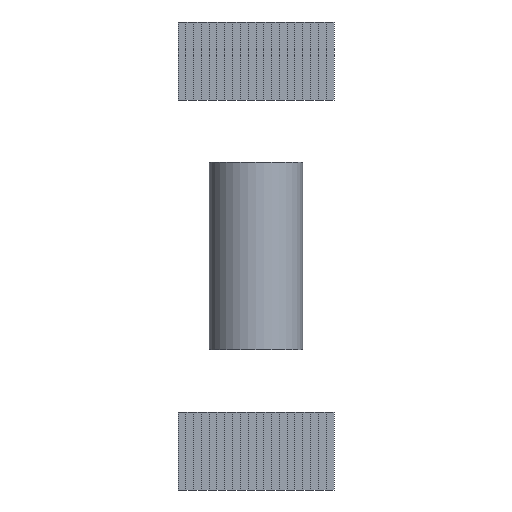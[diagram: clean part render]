
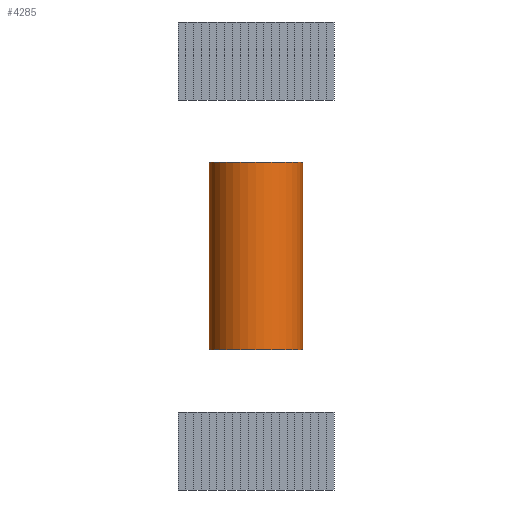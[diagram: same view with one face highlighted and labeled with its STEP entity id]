
A CAD part, front view. The second image highlights one B-rep face of the part: STEP entity #4285.
In plain terms, the highlighted cylindrical face has radius 150 mm (diameter 300 mm), a full revolution.
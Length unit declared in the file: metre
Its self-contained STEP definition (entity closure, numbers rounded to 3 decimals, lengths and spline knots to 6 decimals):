
#3465=CYLINDRICAL_SURFACE('',#4620,0.15);
#3510=ORIENTED_EDGE('',*,*,#3689,.F.);
#3511=ORIENTED_EDGE('',*,*,#3691,.T.);
#3689=EDGE_CURVE('',#3781,#3781,#3869,.T.);
#3691=EDGE_CURVE('',#3783,#3783,#3871,.T.);
#3781=VERTEX_POINT('',#7632);
#3783=VERTEX_POINT('',#7638);
#3869=CIRCLE('',#4615,0.15);
#3871=CIRCLE('',#4619,0.15);
#3954=EDGE_LOOP('',(#3510));
#3955=EDGE_LOOP('',(#3511));
#4120=FACE_BOUND('',#3954,.T.);
#4121=FACE_BOUND('',#3955,.T.);
#4285=ADVANCED_FACE('',(#4120,#4121),#3465,.T.);
#4615=AXIS2_PLACEMENT_3D('',#7631,#5619,#5620);
#4619=AXIS2_PLACEMENT_3D('',#7637,#5627,#5628);
#4620=AXIS2_PLACEMENT_3D('',#7639,#5629,#5630);
#5619=DIRECTION('',(-1.,0.,0.));
#5620=DIRECTION('',(0.,0.,1.));
#5627=DIRECTION('',(-1.,0.,0.));
#5628=DIRECTION('',(0.,0.,1.));
#5629=DIRECTION('',(-1.,0.,0.));
#5630=DIRECTION('',(0.,0.,1.));
#7631=CARTESIAN_POINT('',(-0.3,0.,0.));
#7632=CARTESIAN_POINT('',(-0.3,0.,0.15));
#7637=CARTESIAN_POINT('',(0.3,0.,0.));
#7638=CARTESIAN_POINT('',(0.3,0.,0.15));
#7639=CARTESIAN_POINT('',(0.307383,0.,0.));
